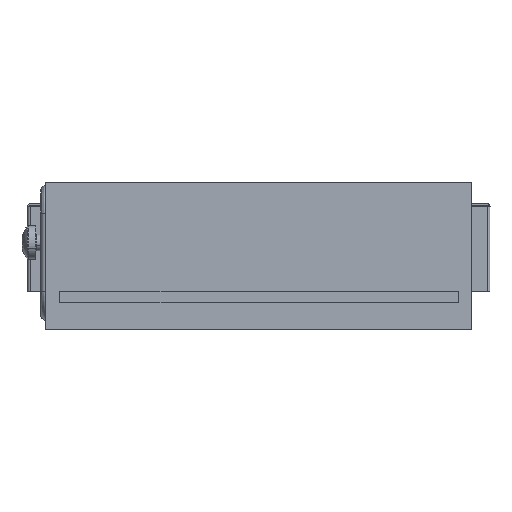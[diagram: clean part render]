
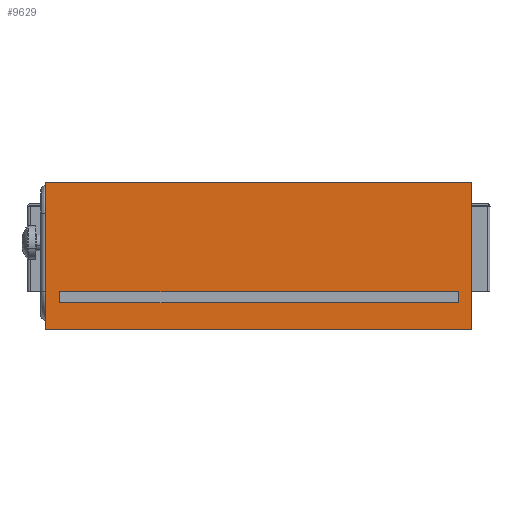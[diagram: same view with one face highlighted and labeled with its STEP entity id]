
A CAD part, top view. The second image highlights one B-rep face of the part: STEP entity #9629.
In plain terms, the highlighted planar face has unit normal (0, 0, 1).
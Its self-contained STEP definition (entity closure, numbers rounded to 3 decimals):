
#430 = CARTESIAN_POINT ( 'NONE',  ( -38.7, 38.5, 505.804 ) ) ;
#748 = VERTEX_POINT ( 'NONE', #5920 ) ;
#1737 = PLANE ( 'NONE',  #13747 ) ;
#2041 = ORIENTED_EDGE ( 'NONE', *, *, #9491, .T. ) ;
#2725 = CARTESIAN_POINT ( 'NONE',  ( -100.2, 22.15, 505.804 ) ) ;
#3736 = EDGE_CURVE ( 'NONE', #12949, #5651, #33061, .T. ) ;
#3854 = VERTEX_POINT ( 'NONE', #2725 ) ;
#4140 = ORIENTED_EDGE ( 'NONE', *, *, #28291, .T. ) ;
#4321 = DIRECTION ( 'NONE',  ( 0., 0., 1. ) ) ;
#5651 = VERTEX_POINT ( 'NONE', #10185 ) ;
#5920 = CARTESIAN_POINT ( 'NONE',  ( -102.3, 16.5, 505.804 ) ) ;
#6350 = VECTOR ( 'NONE', #15103, 1000. ) ;
#6567 = FACE_BOUND ( 'NONE', #19958, .T. ) ;
#6906 = CARTESIAN_POINT ( 'NONE',  ( -48.244, 5.244, 505.804 ) ) ;
#6991 = VECTOR ( 'NONE', #10409, 1000. ) ;
#7116 = CARTESIAN_POINT ( 'NONE',  ( -40.7, 5.244, 505.804 ) ) ;
#7842 = VERTEX_POINT ( 'NONE', #28203 ) ;
#8470 = VECTOR ( 'NONE', #29753, 1000. ) ;
#8570 = ORIENTED_EDGE ( 'NONE', *, *, #9948, .T. ) ;
#9282 = LINE ( 'NONE', #26161, #25192 ) ;
#9491 = EDGE_CURVE ( 'NONE', #748, #15577, #28485, .T. ) ;
#9629 = ADVANCED_FACE ( 'NONE', ( #6567, #15300 ), #1737, .T. ) ;
#9948 = EDGE_CURVE ( 'NONE', #5651, #7842, #15683, .T. ) ;
#10154 = ORIENTED_EDGE ( 'NONE', *, *, #13777, .T. ) ;
#10185 = CARTESIAN_POINT ( 'NONE',  ( -40.7, 20.5, 505.804 ) ) ;
#10391 = DIRECTION ( 'NONE',  ( -1., 0., 0. ) ) ;
#10409 = DIRECTION ( 'NONE',  ( 1., 0., 0. ) ) ;
#11051 = EDGE_CURVE ( 'NONE', #27548, #748, #15621, .T. ) ;
#11293 = CARTESIAN_POINT ( 'NONE',  ( -48.244, 16.5, 505.804 ) ) ;
#12272 = DIRECTION ( 'NONE',  ( 1., 0., 0. ) ) ;
#12949 = VERTEX_POINT ( 'NONE', #31429 ) ;
#13747 = AXIS2_PLACEMENT_3D ( 'NONE', #6906, #4321, #12272 ) ;
#13777 = EDGE_CURVE ( 'NONE', #7842, #3854, #9282, .T. ) ;
#14270 = DIRECTION ( 'NONE',  ( 1., 0., 0. ) ) ;
#15103 = DIRECTION ( 'NONE',  ( 0., -1., 0. ) ) ;
#15300 = FACE_OUTER_BOUND ( 'NONE', #32575, .T. ) ;
#15456 = CARTESIAN_POINT ( 'NONE',  ( -48.244, 20.5, 505.804 ) ) ;
#15577 = VERTEX_POINT ( 'NONE', #23528 ) ;
#15621 = LINE ( 'NONE', #16602, #8470 ) ;
#15683 = LINE ( 'NONE', #15456, #20510 ) ;
#15891 = DIRECTION ( 'NONE',  ( 0., 1., 0. ) ) ;
#16602 = CARTESIAN_POINT ( 'NONE',  ( -102.3, 5.244, 505.804 ) ) ;
#19267 = LINE ( 'NONE', #29904, #30437 ) ;
#19467 = VERTEX_POINT ( 'NONE', #430 ) ;
#19958 = EDGE_LOOP ( 'NONE', ( #8570, #10154, #29713, #22847 ) ) ;
#20510 = VECTOR ( 'NONE', #10391, 1000. ) ;
#20553 = LINE ( 'NONE', #23183, #6991 ) ;
#22220 = VECTOR ( 'NONE', #24363, 1000. ) ;
#22664 = DIRECTION ( 'NONE',  ( -1., 0., 0. ) ) ;
#22847 = ORIENTED_EDGE ( 'NONE', *, *, #3736, .T. ) ;
#23183 = CARTESIAN_POINT ( 'NONE',  ( -48.244, 22.15, 505.804 ) ) ;
#23528 = CARTESIAN_POINT ( 'NONE',  ( -38.7, 16.5, 505.804 ) ) ;
#24321 = ORIENTED_EDGE ( 'NONE', *, *, #11051, .T. ) ;
#24363 = DIRECTION ( 'NONE',  ( 0., 1., 0. ) ) ;
#25192 = VECTOR ( 'NONE', #15891, 1000. ) ;
#25317 = ORIENTED_EDGE ( 'NONE', *, *, #31003, .T. ) ;
#26161 = CARTESIAN_POINT ( 'NONE',  ( -100.2, 5.244, 505.804 ) ) ;
#26281 = CARTESIAN_POINT ( 'NONE',  ( -102.3, 38.5, 505.804 ) ) ;
#27024 = CARTESIAN_POINT ( 'NONE',  ( -38.7, 5.244, 505.804 ) ) ;
#27458 = EDGE_CURVE ( 'NONE', #3854, #12949, #20553, .T. ) ;
#27548 = VERTEX_POINT ( 'NONE', #26281 ) ;
#28203 = CARTESIAN_POINT ( 'NONE',  ( -100.2, 20.5, 505.804 ) ) ;
#28291 = EDGE_CURVE ( 'NONE', #15577, #19467, #28997, .T. ) ;
#28485 = LINE ( 'NONE', #11293, #31284 ) ;
#28997 = LINE ( 'NONE', #27024, #22220 ) ;
#29713 = ORIENTED_EDGE ( 'NONE', *, *, #27458, .T. ) ;
#29753 = DIRECTION ( 'NONE',  ( 0., -1., 0. ) ) ;
#29904 = CARTESIAN_POINT ( 'NONE',  ( -48.244, 38.5, 505.804 ) ) ;
#30437 = VECTOR ( 'NONE', #22664, 1000. ) ;
#31003 = EDGE_CURVE ( 'NONE', #19467, #27548, #19267, .T. ) ;
#31284 = VECTOR ( 'NONE', #14270, 1000. ) ;
#31429 = CARTESIAN_POINT ( 'NONE',  ( -40.7, 22.15, 505.804 ) ) ;
#32575 = EDGE_LOOP ( 'NONE', ( #4140, #25317, #24321, #2041 ) ) ;
#33061 = LINE ( 'NONE', #7116, #6350 ) ;
